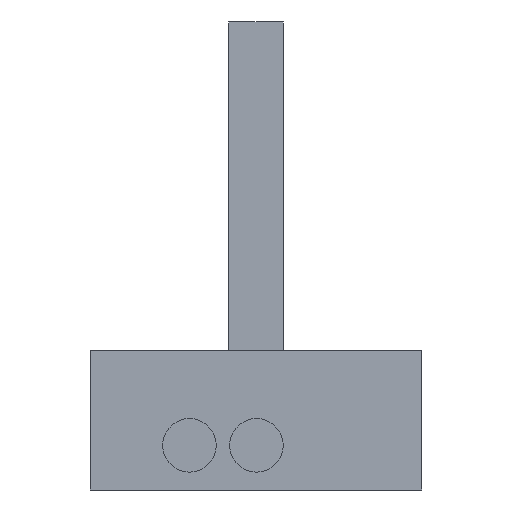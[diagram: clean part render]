
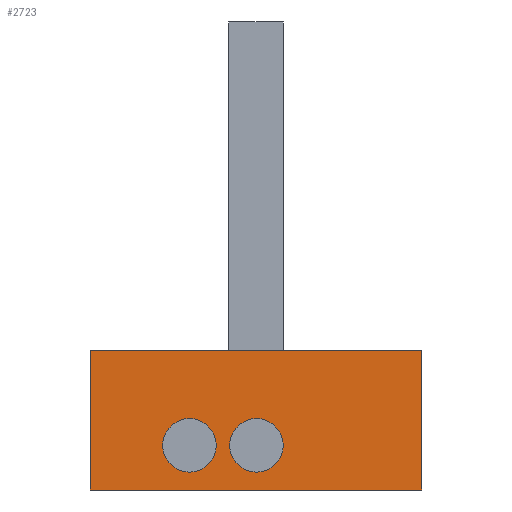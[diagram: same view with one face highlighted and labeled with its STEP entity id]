
A CAD part, left-side view. The second image highlights one B-rep face of the part: STEP entity #2723.
In plain terms, the highlighted planar face has unit normal (-1, 0, 0).
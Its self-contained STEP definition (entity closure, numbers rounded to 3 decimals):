
#5 = EDGE_CURVE ( 'NONE', #1346, #1819, #2810, .T. ) ;
#71 = DIRECTION ( 'NONE',  ( -1., 0., 0. ) ) ;
#126 = EDGE_LOOP ( 'NONE', ( #2427, #3030 ) ) ;
#148 = ORIENTED_EDGE ( 'NONE', *, *, #2026, .F. ) ;
#149 = CIRCLE ( 'NONE', #3453, 3. ) ;
#174 = CARTESIAN_POINT ( 'NONE',  ( 0., 37.1, 15.6 ) ) ;
#237 = AXIS2_PLACEMENT_3D ( 'NONE', #3644, #71, #1036 ) ;
#270 = EDGE_CURVE ( 'NONE', #3543, #2176, #2965, .T. ) ;
#344 = CARTESIAN_POINT ( 'NONE',  ( 0., 37.1, 0. ) ) ;
#347 = EDGE_CURVE ( 'NONE', #1890, #2629, #1433, .T. ) ;
#456 = CARTESIAN_POINT ( 'NONE',  ( 0., 18.5, 5. ) ) ;
#533 = VECTOR ( 'NONE', #899, 1000. ) ;
#539 = DIRECTION ( 'NONE',  ( 0., -1., 0. ) ) ;
#594 = DIRECTION ( 'NONE',  ( 0., 0., -1. ) ) ;
#642 = DIRECTION ( 'NONE',  ( 0., 0., -1. ) ) ;
#747 = ORIENTED_EDGE ( 'NONE', *, *, #793, .F. ) ;
#793 = EDGE_CURVE ( 'NONE', #3316, #3483, #2493, .T. ) ;
#866 = CARTESIAN_POINT ( 'NONE',  ( 0., 37.1, 0. ) ) ;
#881 = EDGE_LOOP ( 'NONE', ( #2021, #747, #148, #2713 ) ) ;
#899 = DIRECTION ( 'NONE',  ( 0., -1., 0. ) ) ;
#1036 = DIRECTION ( 'NONE',  ( 0., 0., -1. ) ) ;
#1056 = FACE_OUTER_BOUND ( 'NONE', #881, .T. ) ;
#1122 = LINE ( 'NONE', #866, #2333 ) ;
#1310 = CARTESIAN_POINT ( 'NONE',  ( 0., 0., 15.6 ) ) ;
#1346 = VERTEX_POINT ( 'NONE', #3185 ) ;
#1357 = DIRECTION ( 'NONE',  ( 1., 0., 0. ) ) ;
#1433 = CIRCLE ( 'NONE', #237, 3. ) ;
#1464 = EDGE_CURVE ( 'NONE', #1819, #1346, #149, .T. ) ;
#1680 = CARTESIAN_POINT ( 'NONE',  ( 0., 26., 2. ) ) ;
#1819 = VERTEX_POINT ( 'NONE', #3684 ) ;
#1836 = DIRECTION ( 'NONE',  ( -1., 0., 0. ) ) ;
#1865 = CARTESIAN_POINT ( 'NONE',  ( 0., 0., 15.6 ) ) ;
#1890 = VERTEX_POINT ( 'NONE', #2635 ) ;
#1907 = CARTESIAN_POINT ( 'NONE',  ( 0., 37.1, 15.6 ) ) ;
#1987 = DIRECTION ( 'NONE',  ( -1., 0., 0. ) ) ;
#2021 = ORIENTED_EDGE ( 'NONE', *, *, #3695, .T. ) ;
#2026 = EDGE_CURVE ( 'NONE', #3543, #3316, #2386, .T. ) ;
#2176 = VERTEX_POINT ( 'NONE', #344 ) ;
#2312 = DIRECTION ( 'NONE',  ( -1., 0., 0. ) ) ;
#2333 = VECTOR ( 'NONE', #539, 1000. ) ;
#2386 = LINE ( 'NONE', #3567, #533 ) ;
#2427 = ORIENTED_EDGE ( 'NONE', *, *, #5, .F. ) ;
#2448 = AXIS2_PLACEMENT_3D ( 'NONE', #3002, #1836, #3026 ) ;
#2493 = LINE ( 'NONE', #1310, #2885 ) ;
#2503 = VECTOR ( 'NONE', #642, 1000. ) ;
#2544 = FACE_BOUND ( 'NONE', #126, .T. ) ;
#2557 = DIRECTION ( 'NONE',  ( 0., 0., -1. ) ) ;
#2578 = FACE_BOUND ( 'NONE', #3816, .T. ) ;
#2629 = VERTEX_POINT ( 'NONE', #1680 ) ;
#2635 = CARTESIAN_POINT ( 'NONE',  ( 0., 26., 8. ) ) ;
#2662 = CARTESIAN_POINT ( 'NONE',  ( 0., 18.5, 5. ) ) ;
#2713 = ORIENTED_EDGE ( 'NONE', *, *, #270, .T. ) ;
#2723 = ADVANCED_FACE ( 'NONE', ( #2578, #2544, #1056 ), #2853, .F. ) ;
#2810 = CIRCLE ( 'NONE', #3674, 3. ) ;
#2819 = DIRECTION ( 'NONE',  ( 0., 0., -1. ) ) ;
#2853 = PLANE ( 'NONE',  #3743 ) ;
#2885 = VECTOR ( 'NONE', #3671, 1000. ) ;
#2965 = LINE ( 'NONE', #2984, #2503 ) ;
#2984 = CARTESIAN_POINT ( 'NONE',  ( 0., 37.1, 15.6 ) ) ;
#3002 = CARTESIAN_POINT ( 'NONE',  ( 0., 26., 5. ) ) ;
#3007 = EDGE_CURVE ( 'NONE', #2629, #1890, #3126, .T. ) ;
#3026 = DIRECTION ( 'NONE',  ( 0., 0., -1. ) ) ;
#3030 = ORIENTED_EDGE ( 'NONE', *, *, #1464, .F. ) ;
#3126 = CIRCLE ( 'NONE', #2448, 3. ) ;
#3185 = CARTESIAN_POINT ( 'NONE',  ( 0., 18.5, 2. ) ) ;
#3278 = ORIENTED_EDGE ( 'NONE', *, *, #3007, .F. ) ;
#3316 = VERTEX_POINT ( 'NONE', #1865 ) ;
#3423 = CARTESIAN_POINT ( 'NONE',  ( 0., 0., 0. ) ) ;
#3453 = AXIS2_PLACEMENT_3D ( 'NONE', #2662, #2312, #594 ) ;
#3483 = VERTEX_POINT ( 'NONE', #3423 ) ;
#3543 = VERTEX_POINT ( 'NONE', #1907 ) ;
#3567 = CARTESIAN_POINT ( 'NONE',  ( 0., 37.1, 15.6 ) ) ;
#3644 = CARTESIAN_POINT ( 'NONE',  ( 0., 26., 5. ) ) ;
#3671 = DIRECTION ( 'NONE',  ( 0., 0., -1. ) ) ;
#3674 = AXIS2_PLACEMENT_3D ( 'NONE', #456, #1987, #2819 ) ;
#3684 = CARTESIAN_POINT ( 'NONE',  ( 0., 18.5, 8. ) ) ;
#3695 = EDGE_CURVE ( 'NONE', #2176, #3483, #1122, .T. ) ;
#3743 = AXIS2_PLACEMENT_3D ( 'NONE', #174, #1357, #2557 ) ;
#3816 = EDGE_LOOP ( 'NONE', ( #3278, #3833 ) ) ;
#3833 = ORIENTED_EDGE ( 'NONE', *, *, #347, .F. ) ;
